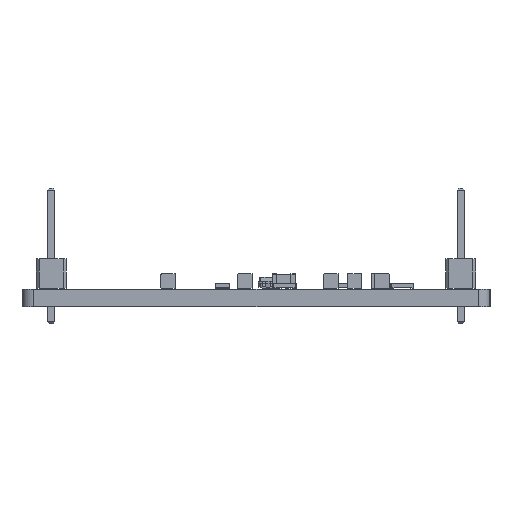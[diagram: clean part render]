
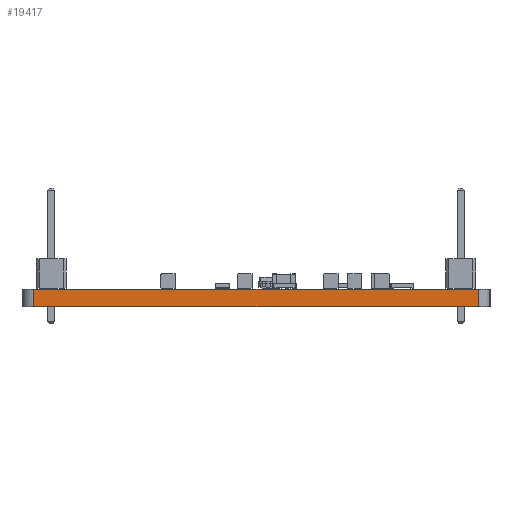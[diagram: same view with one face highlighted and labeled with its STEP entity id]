
A CAD part, left-side view. The second image highlights one B-rep face of the part: STEP entity #19417.
In plain terms, the highlighted planar face has unit normal (-1, 0, 0).
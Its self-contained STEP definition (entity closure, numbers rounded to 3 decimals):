
#17328 = VERTEX_POINT('',#17329);
#17329 = CARTESIAN_POINT('',(0.,39.,0.));
#17336 = EDGE_CURVE('',#17337,#17328,#17339,.T.);
#17337 = VERTEX_POINT('',#17338);
#17338 = CARTESIAN_POINT('',(0.,1.,0.));
#17339 = LINE('',#17340,#17341);
#17340 = CARTESIAN_POINT('',(0.,1.,0.));
#17341 = VECTOR('',#17342,1.);
#17342 = DIRECTION('',(0.,1.,0.));
#18359 = VERTEX_POINT('',#18360);
#18360 = CARTESIAN_POINT('',(0.,39.,1.47));
#18367 = EDGE_CURVE('',#18368,#18359,#18370,.T.);
#18368 = VERTEX_POINT('',#18369);
#18369 = CARTESIAN_POINT('',(0.,1.,1.47));
#18370 = LINE('',#18371,#18372);
#18371 = CARTESIAN_POINT('',(0.,1.,1.47));
#18372 = VECTOR('',#18373,1.);
#18373 = DIRECTION('',(0.,1.,0.));
#19387 = EDGE_CURVE('',#17328,#18359,#19388,.T.);
#19388 = LINE('',#19389,#19390);
#19389 = CARTESIAN_POINT('',(0.,39.,0.));
#19390 = VECTOR('',#19391,1.);
#19391 = DIRECTION('',(0.,0.,1.));
#19417 = ADVANCED_FACE('',(#19418),#19429,.T.);
#19418 = FACE_BOUND('',#19419,.T.);
#19419 = EDGE_LOOP('',(#19420,#19426,#19427,#19428));
#19420 = ORIENTED_EDGE('',*,*,#19421,.T.);
#19421 = EDGE_CURVE('',#17337,#18368,#19422,.T.);
#19422 = LINE('',#19423,#19424);
#19423 = CARTESIAN_POINT('',(0.,1.,0.));
#19424 = VECTOR('',#19425,1.);
#19425 = DIRECTION('',(0.,0.,1.));
#19426 = ORIENTED_EDGE('',*,*,#18367,.T.);
#19427 = ORIENTED_EDGE('',*,*,#19387,.F.);
#19428 = ORIENTED_EDGE('',*,*,#17336,.F.);
#19429 = PLANE('',#19430);
#19430 = AXIS2_PLACEMENT_3D('',#19431,#19432,#19433);
#19431 = CARTESIAN_POINT('',(0.,1.,0.));
#19432 = DIRECTION('',(-1.,0.,0.));
#19433 = DIRECTION('',(0.,1.,0.));
